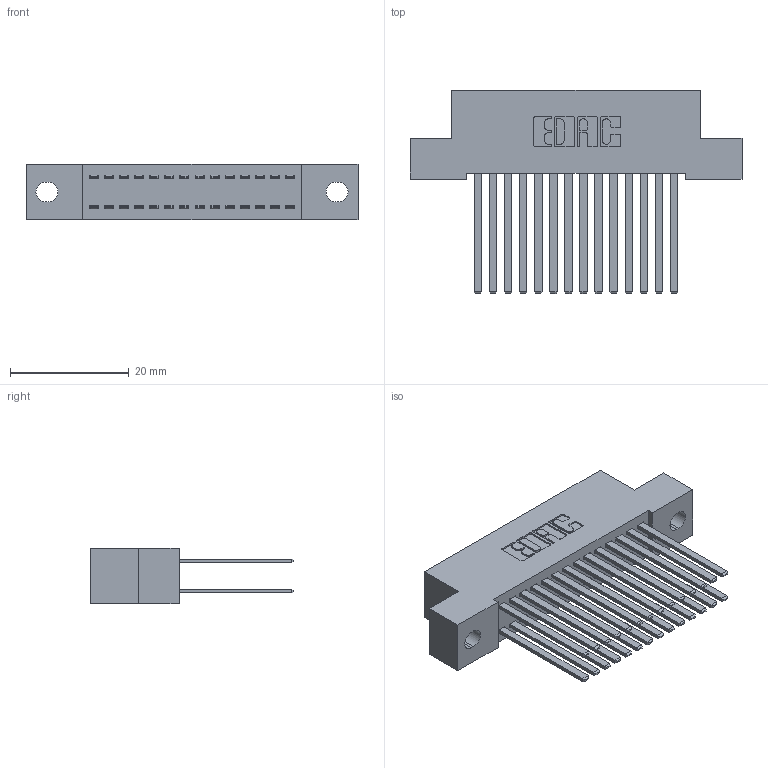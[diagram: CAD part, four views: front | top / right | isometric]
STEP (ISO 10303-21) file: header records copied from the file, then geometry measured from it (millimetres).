
FILE_DESCRIPTION (( 'STEP AP203' ), '1' );
FILE_NAME ('392-028-544-202.STEP', '2019-10-07T12:32:30', ( '' ), ( '' ), 'SwSTEP 2.0', 'SolidWorks 2016', '' );
FILE_SCHEMA (( 'CONFIG_CONTROL_DESIGN' ));
Length unit declared in the file: inch
Products named in the file (3): 342 Part_.128 Slot; 345-292-001_345-293-144; 392-028-544-202
Assembly tree (29 placements, depth 2):
  392-028-544-202
    342 Part_.128 Slot
    345-292-001_345-293-144  x28
Bounding box: 55.88 x 34.3 x 9.4 mm (x, y, z)
Volume: 5228.6 mm3; surface area: 8667.5 mm2
Topology: 29 solids, 29 shells, 1402 faces, 4147 edges, 2726 vertices
Faces by surface type: plane 966, cylinder 436
Entity records: 12447 total; most frequent: CARTESIAN_POINT 2094, ORIENTED_EDGE 2030, DIRECTION 1835, EDGE_CURVE 1015, VECTOR 891, LINE 891, VERTEX_POINT 674, AXIS2_PLACEMENT_3D 472
